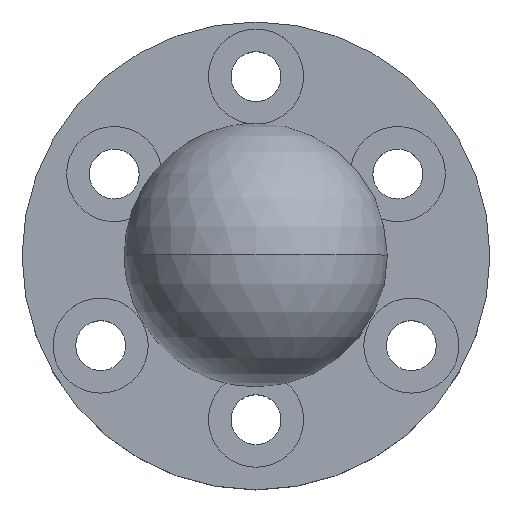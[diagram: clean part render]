
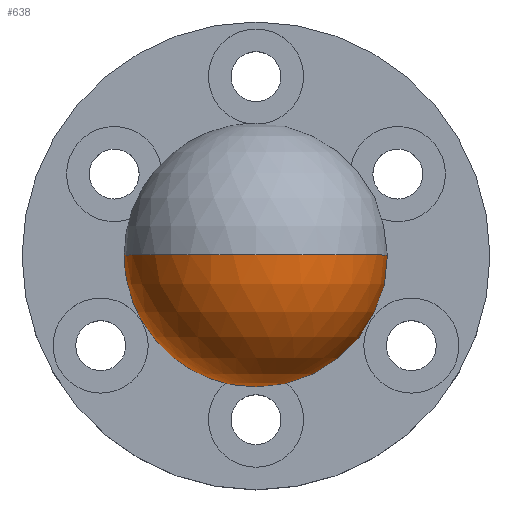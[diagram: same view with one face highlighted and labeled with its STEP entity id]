
A CAD part, top view. The second image highlights one B-rep face of the part: STEP entity #638.
In plain terms, the highlighted spherical face has radius 8.45 mm.
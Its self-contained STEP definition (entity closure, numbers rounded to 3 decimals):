
#5 = DIRECTION ( 'NONE',  ( -1., 0., 0. ) ) ;
#13 = DIRECTION ( 'NONE',  ( 0., 1., 0. ) ) ;
#18 = CARTESIAN_POINT ( 'NONE',  ( 0., 0., 37.45 ) ) ;
#39 = CARTESIAN_POINT ( 'NONE',  ( 0., 0., 30.007 ) ) ;
#82 = DIRECTION ( 'NONE',  ( 0., 0., -1. ) ) ;
#91 = EDGE_CURVE ( 'NONE', #843, #619, #358, .T. ) ;
#279 = AXIS2_PLACEMENT_3D ( 'NONE', #285, #734, #382 ) ;
#285 = CARTESIAN_POINT ( 'NONE',  ( 0., 0., 37.45 ) ) ;
#304 = ORIENTED_EDGE ( 'NONE', *, *, #784, .F. ) ;
#308 = DIRECTION ( 'NONE',  ( 1., 0., 0. ) ) ;
#337 = AXIS2_PLACEMENT_3D ( 'NONE', #18, #13, #5 ) ;
#346 = AXIS2_PLACEMENT_3D ( 'NONE', #39, #594, #308 ) ;
#358 = CIRCLE ( 'NONE', #1020, 8.45 ) ;
#370 = FACE_OUTER_BOUND ( 'NONE', #480, .T. ) ;
#382 = DIRECTION ( 'NONE',  ( -1., 0., 0. ) ) ;
#395 = ORIENTED_EDGE ( 'NONE', *, *, #622, .F. ) ;
#420 = CARTESIAN_POINT ( 'NONE',  ( 4., 0., 30.007 ) ) ;
#480 = EDGE_LOOP ( 'NONE', ( #395, #780, #304 ) ) ;
#540 = CARTESIAN_POINT ( 'NONE',  ( 0., 0., 37.45 ) ) ;
#594 = DIRECTION ( 'NONE',  ( 0., 0., -1. ) ) ;
#619 = VERTEX_POINT ( 'NONE', #824 ) ;
#622 = EDGE_CURVE ( 'NONE', #843, #979, #1152, .T. ) ;
#638 = ADVANCED_FACE ( 'NONE', ( #370 ), #830, .T. ) ;
#734 = DIRECTION ( 'NONE',  ( 0., 1., 0. ) ) ;
#780 = ORIENTED_EDGE ( 'NONE', *, *, #91, .T. ) ;
#784 = EDGE_CURVE ( 'NONE', #979, #619, #860, .T. ) ;
#824 = CARTESIAN_POINT ( 'NONE',  ( -4., 0., 30.007 ) ) ;
#830 = SPHERICAL_SURFACE ( 'NONE', #279, 8.45 ) ;
#843 = VERTEX_POINT ( 'NONE', #1111 ) ;
#860 = CIRCLE ( 'NONE', #346, 4. ) ;
#896 = DIRECTION ( 'NONE',  ( 0., -1., 0. ) ) ;
#979 = VERTEX_POINT ( 'NONE', #420 ) ;
#1020 = AXIS2_PLACEMENT_3D ( 'NONE', #540, #896, #82 ) ;
#1111 = CARTESIAN_POINT ( 'NONE',  ( 0., 0., 45.9 ) ) ;
#1152 = CIRCLE ( 'NONE', #337, 8.45 ) ;
